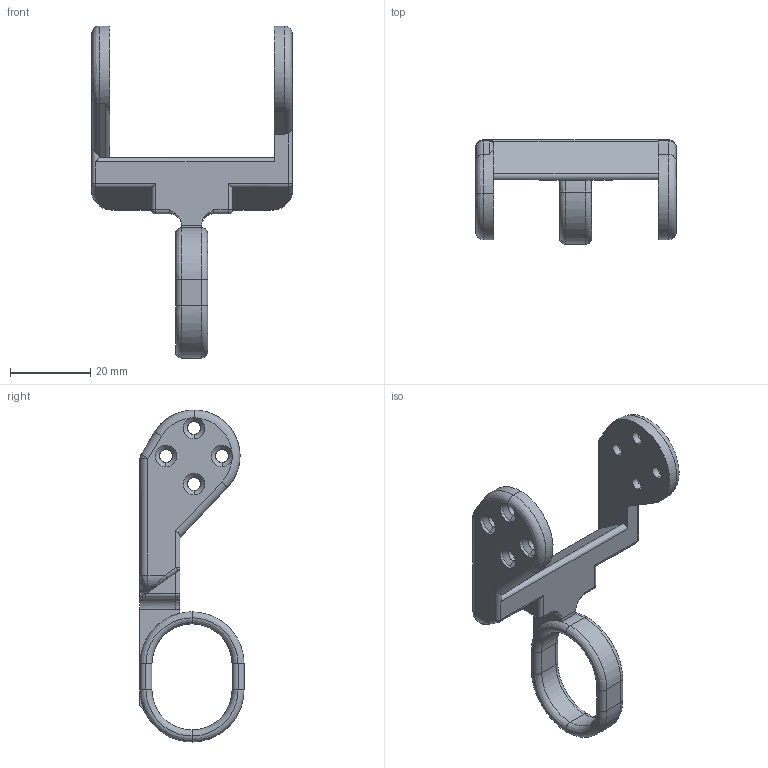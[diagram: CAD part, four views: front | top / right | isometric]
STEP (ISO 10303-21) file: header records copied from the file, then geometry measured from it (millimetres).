
FILE_DESCRIPTION(/* description */ (''),/* implementation_level */ '2;1');
FILE_NAME(/* name */ 'NE199B~1',/* time_stamp */ '2025-04-30T14:04:53+08:00',/* author */ (''),/* organization */ (''),/* preprocessor_version */ 'ST-DEVELOPER v16.5',/* originating_system */ '',/* authorisation */ '');
FILE_SCHEMA (('CONFIG_CONTROL_DESIGN'));
Length unit declared in the file: millimetre
Products named in the file (1): Document
Bounding box: 50.2 x 26 x 82.96 mm (x, y, z)
Volume: 11806.5 mm3; surface area: 7192.7 mm2
Topology: 1 solids, 1 shells, 195 faces, 471 edges, 266 vertices
Faces by surface type: cylinder 97, bspline 62, plane 36
Entity records: 8064 total; most frequent: CARTESIAN_POINT 5087, ORIENTED_EDGE 930, EDGE_CURVE 465, VERTEX_POINT 266, B_SPLINE_CURVE_WITH_KNOTS 216, EDGE_LOOP 207, ADVANCED_FACE 195, FACE_OUTER_BOUND 195
